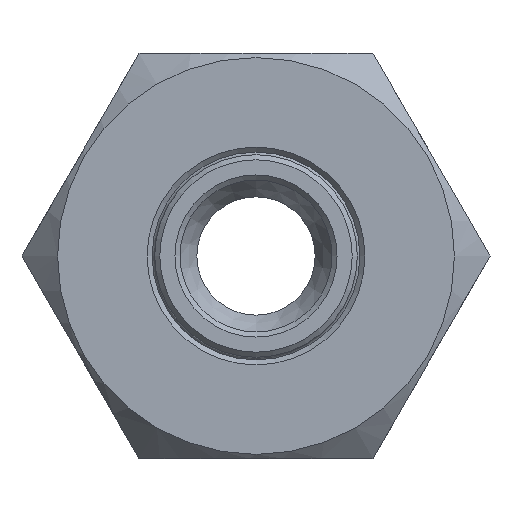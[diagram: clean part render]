
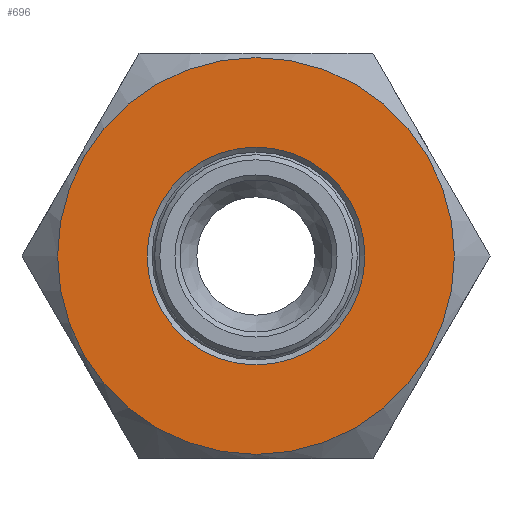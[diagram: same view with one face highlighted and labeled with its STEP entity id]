
A CAD part, left-side view. The second image highlights one B-rep face of the part: STEP entity #696.
In plain terms, the highlighted planar face has unit normal (-1, 0, 0).
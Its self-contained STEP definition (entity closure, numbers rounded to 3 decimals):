
#45=FACE_BOUND('',#131,.T.);
#62=PLANE('',#825);
#84=FACE_OUTER_BOUND('',#130,.T.);
#130=EDGE_LOOP('',(#521));
#131=EDGE_LOOP('',(#522));
#249=CIRCLE('',#806,11.75);
#256=CIRCLE('',#820,6.45);
#317=VERTEX_POINT('',#1207);
#324=VERTEX_POINT('',#1240);
#383=EDGE_CURVE('',#317,#317,#249,.T.);
#397=EDGE_CURVE('',#324,#324,#256,.T.);
#521=ORIENTED_EDGE('',*,*,#383,.T.);
#522=ORIENTED_EDGE('',*,*,#397,.F.);
#696=ADVANCED_FACE('',(#84,#45),#62,.F.);
#806=AXIS2_PLACEMENT_3D('',#1209,#922,#923);
#820=AXIS2_PLACEMENT_3D('',#1241,#955,#956);
#825=AXIS2_PLACEMENT_3D('',#1251,#967,#968);
#922=DIRECTION('center_axis',(-1.,0.,0.));
#923=DIRECTION('ref_axis',(0.,1.,0.));
#955=DIRECTION('center_axis',(-1.,0.,0.));
#956=DIRECTION('ref_axis',(0.,0.,-1.));
#967=DIRECTION('center_axis',(1.,0.,0.));
#968=DIRECTION('ref_axis',(0.,0.,-1.));
#1207=CARTESIAN_POINT('',(0.,-11.75,0.));
#1209=CARTESIAN_POINT('Origin',(0.,0.,0.));
#1240=CARTESIAN_POINT('',(0.,0.,6.45));
#1241=CARTESIAN_POINT('Origin',(0.,0.,0.));
#1251=CARTESIAN_POINT('Origin',(0.,0.,0.));
